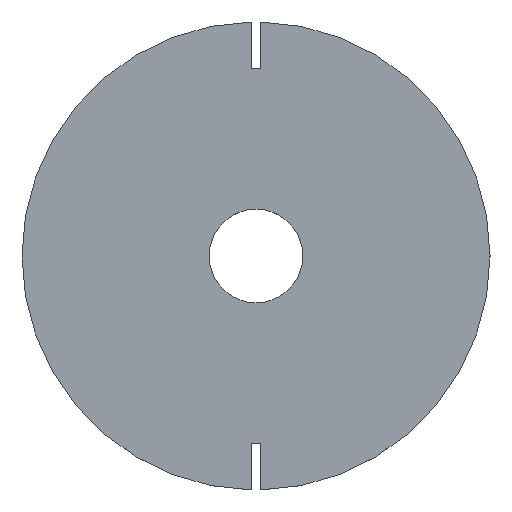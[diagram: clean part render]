
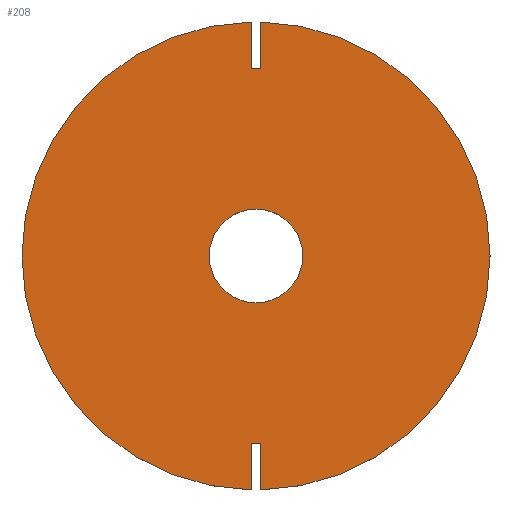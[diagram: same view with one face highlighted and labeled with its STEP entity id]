
A CAD part, top view. The second image highlights one B-rep face of the part: STEP entity #208.
In plain terms, the highlighted planar face has unit normal (0, 0, 1).
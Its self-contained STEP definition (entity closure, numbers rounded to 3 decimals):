
#15=FACE_BOUND('',#46,.T.);
#23=PLANE('',#239);
#34=FACE_OUTER_BOUND('',#45,.T.);
#45=EDGE_LOOP('',(#178,#179,#180,#181,#182,#183,#184,#185));
#46=EDGE_LOOP('',(#186));
#52=LINE('',#312,#73);
#55=LINE('',#318,#76);
#58=LINE('',#324,#79);
#62=LINE('',#336,#83);
#65=LINE('',#342,#86);
#68=LINE('',#348,#89);
#73=VECTOR('',#254,10.);
#76=VECTOR('',#259,10.);
#79=VECTOR('',#264,10.);
#83=VECTOR('',#276,10.);
#86=VECTOR('',#281,10.);
#89=VECTOR('',#286,10.);
#91=CIRCLE('',#225,5.);
#94=CIRCLE('',#232,25.);
#96=CIRCLE('',#238,25.);
#97=VERTEX_POINT('',#300);
#101=VERTEX_POINT('',#309);
#102=VERTEX_POINT('',#311);
#104=VERTEX_POINT('',#317);
#106=VERTEX_POINT('',#323);
#108=VERTEX_POINT('',#329);
#110=VERTEX_POINT('',#335);
#112=VERTEX_POINT('',#341);
#114=VERTEX_POINT('',#347);
#115=EDGE_CURVE('',#97,#97,#91,.T.);
#120=EDGE_CURVE('',#102,#101,#52,.T.);
#123=EDGE_CURVE('',#104,#102,#55,.T.);
#126=EDGE_CURVE('',#106,#104,#58,.T.);
#129=EDGE_CURVE('',#108,#106,#94,.T.);
#132=EDGE_CURVE('',#110,#108,#62,.T.);
#135=EDGE_CURVE('',#112,#110,#65,.T.);
#138=EDGE_CURVE('',#114,#112,#68,.T.);
#141=EDGE_CURVE('',#101,#114,#96,.T.);
#178=ORIENTED_EDGE('',*,*,#141,.T.);
#179=ORIENTED_EDGE('',*,*,#138,.T.);
#180=ORIENTED_EDGE('',*,*,#135,.T.);
#181=ORIENTED_EDGE('',*,*,#132,.T.);
#182=ORIENTED_EDGE('',*,*,#129,.T.);
#183=ORIENTED_EDGE('',*,*,#126,.T.);
#184=ORIENTED_EDGE('',*,*,#123,.T.);
#185=ORIENTED_EDGE('',*,*,#120,.T.);
#186=ORIENTED_EDGE('',*,*,#115,.T.);
#208=ADVANCED_FACE('',(#34,#15),#23,.T.);
#225=AXIS2_PLACEMENT_3D('',#301,#245,#246);
#232=AXIS2_PLACEMENT_3D('',#330,#270,#271);
#238=AXIS2_PLACEMENT_3D('',#352,#292,#293);
#239=AXIS2_PLACEMENT_3D('',#353,#294,#295);
#245=DIRECTION('center_axis',(0.,0.,-1.));
#246=DIRECTION('ref_axis',(1.,0.,0.));
#254=DIRECTION('',(0.,1.,0.));
#259=DIRECTION('',(-1.,0.,0.));
#264=DIRECTION('',(0.,-1.,0.));
#270=DIRECTION('center_axis',(0.,0.,1.));
#271=DIRECTION('ref_axis',(1.,0.,0.));
#276=DIRECTION('',(0.,-1.,0.));
#281=DIRECTION('',(1.,0.,0.));
#286=DIRECTION('',(0.,1.,0.));
#292=DIRECTION('center_axis',(0.,0.,1.));
#293=DIRECTION('ref_axis',(1.,0.,0.));
#294=DIRECTION('center_axis',(0.,0.,1.));
#295=DIRECTION('ref_axis',(1.,0.,0.));
#300=CARTESIAN_POINT('',(-5.,0.,1.));
#301=CARTESIAN_POINT('Origin',(0.,0.,1.));
#309=CARTESIAN_POINT('',(-0.5,24.995,1.));
#311=CARTESIAN_POINT('',(-0.5,19.995,1.));
#312=CARTESIAN_POINT('',(-0.5,24.995,1.));
#317=CARTESIAN_POINT('',(0.5,19.995,1.));
#318=CARTESIAN_POINT('',(-0.5,19.995,1.));
#323=CARTESIAN_POINT('',(0.5,24.995,1.));
#324=CARTESIAN_POINT('',(0.5,24.995,1.));
#329=CARTESIAN_POINT('',(0.5,-24.995,1.));
#330=CARTESIAN_POINT('Origin',(0.,0.,1.));
#335=CARTESIAN_POINT('',(0.5,-19.995,1.));
#336=CARTESIAN_POINT('',(0.5,-24.995,1.));
#341=CARTESIAN_POINT('',(-0.5,-19.995,1.));
#342=CARTESIAN_POINT('',(-0.5,-19.995,1.));
#347=CARTESIAN_POINT('',(-0.5,-24.995,1.));
#348=CARTESIAN_POINT('',(-0.5,-24.995,1.));
#352=CARTESIAN_POINT('Origin',(0.,0.,1.));
#353=CARTESIAN_POINT('Origin',(0.,0.,1.));
